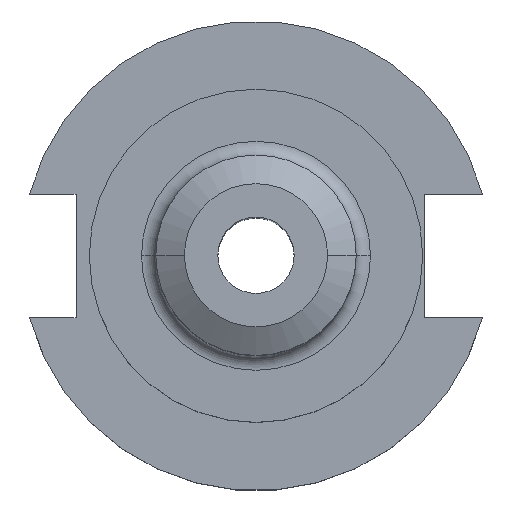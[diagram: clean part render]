
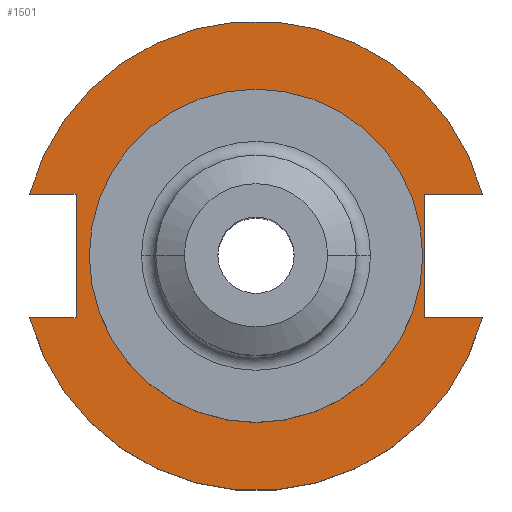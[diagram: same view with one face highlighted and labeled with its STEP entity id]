
A CAD part, top view. The second image highlights one B-rep face of the part: STEP entity #1501.
In plain terms, the highlighted planar face has unit normal (0, 0, 1).
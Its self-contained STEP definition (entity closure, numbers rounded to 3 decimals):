
#3 = EDGE_CURVE ( 'NONE', #1575, #862, #6, .T. ) ;
#6 = LINE ( 'NONE', #874, #506 ) ;
#34 = VERTEX_POINT ( 'NONE', #114 ) ;
#50 = CARTESIAN_POINT ( 'NONE',  ( 0., 0., 19.05 ) ) ;
#101 = DIRECTION ( 'NONE',  ( 1., 0., 0. ) ) ;
#110 = ORIENTED_EDGE ( 'NONE', *, *, #3, .F. ) ;
#114 = CARTESIAN_POINT ( 'NONE',  ( 35.306, 12.954, 19.05 ) ) ;
#128 = CARTESIAN_POINT ( 'NONE',  ( 0., 0., 19.05 ) ) ;
#133 = EDGE_CURVE ( 'NONE', #1221, #862, #1685, .T. ) ;
#162 = ORIENTED_EDGE ( 'NONE', *, *, #1195, .F. ) ;
#182 = CARTESIAN_POINT ( 'NONE',  ( 47.477, 12.954, 19.05 ) ) ;
#202 = CARTESIAN_POINT ( 'NONE',  ( -63.719, 12.954, 19.05 ) ) ;
#208 = AXIS2_PLACEMENT_3D ( 'NONE', #50, #470, #355 ) ;
#229 = CARTESIAN_POINT ( 'NONE',  ( -47.477, -12.954, 19.05 ) ) ;
#234 = DIRECTION ( 'NONE',  ( 1., 0., 0. ) ) ;
#242 = DIRECTION ( 'NONE',  ( 1., 0., 0. ) ) ;
#264 = ORIENTED_EDGE ( 'NONE', *, *, #1219, .F. ) ;
#284 = ORIENTED_EDGE ( 'NONE', *, *, #1253, .F. ) ;
#292 = CIRCLE ( 'NONE', #1338, 49.212 ) ;
#307 = ORIENTED_EDGE ( 'NONE', *, *, #1101, .F. ) ;
#331 = AXIS2_PLACEMENT_3D ( 'NONE', #1424, #1022, #101 ) ;
#344 = ORIENTED_EDGE ( 'NONE', *, *, #1282, .F. ) ;
#355 = DIRECTION ( 'NONE',  ( 1., 0., 0. ) ) ;
#356 = CARTESIAN_POINT ( 'NONE',  ( 35.306, 12.954, 19.05 ) ) ;
#396 = CARTESIAN_POINT ( 'NONE',  ( -37.719, 12.954, 19.05 ) ) ;
#426 = ORIENTED_EDGE ( 'NONE', *, *, #133, .T. ) ;
#470 = DIRECTION ( 'NONE',  ( 0., 0., 1. ) ) ;
#493 = VECTOR ( 'NONE', #522, 1000. ) ;
#506 = VECTOR ( 'NONE', #1860, 1000. ) ;
#522 = DIRECTION ( 'NONE',  ( -1., 0., 0. ) ) ;
#531 = DIRECTION ( 'NONE',  ( 0., -1., 0. ) ) ;
#534 = CARTESIAN_POINT ( 'NONE',  ( -47.477, 12.954, 19.05 ) ) ;
#542 = CIRCLE ( 'NONE', #1192, 34.925 ) ;
#548 = CARTESIAN_POINT ( 'NONE',  ( -34.925, 0., 19.05 ) ) ;
#574 = FACE_BOUND ( 'NONE', #839, .T. ) ;
#631 = VECTOR ( 'NONE', #883, 1000. ) ;
#660 = LINE ( 'NONE', #356, #1028 ) ;
#685 = VERTEX_POINT ( 'NONE', #182 ) ;
#692 = DIRECTION ( 'NONE',  ( 0., 0., 1. ) ) ;
#699 = EDGE_LOOP ( 'NONE', ( #426, #110, #1818, #1775, #1023, #162, #284, #264 ) ) ;
#740 = VECTOR ( 'NONE', #1681, 1000. ) ;
#745 = VERTEX_POINT ( 'NONE', #1248 ) ;
#784 = EDGE_CURVE ( 'NONE', #34, #1575, #660, .T. ) ;
#809 = EDGE_CURVE ( 'NONE', #685, #1816, #292, .T. ) ;
#839 = EDGE_LOOP ( 'NONE', ( #307, #344 ) ) ;
#852 = CARTESIAN_POINT ( 'NONE',  ( -37.719, 12.954, 19.05 ) ) ;
#862 = VERTEX_POINT ( 'NONE', #1148 ) ;
#872 = CARTESIAN_POINT ( 'NONE',  ( 35.306, 12.954, 19.05 ) ) ;
#874 = CARTESIAN_POINT ( 'NONE',  ( 35.306, -12.954, 19.05 ) ) ;
#883 = DIRECTION ( 'NONE',  ( -1., 0., 0. ) ) ;
#938 = LINE ( 'NONE', #1136, #1138 ) ;
#956 = EDGE_CURVE ( 'NONE', #685, #34, #1753, .T. ) ;
#969 = LINE ( 'NONE', #202, #493 ) ;
#1003 = CARTESIAN_POINT ( 'NONE',  ( 0., 0., 19.05 ) ) ;
#1005 = DIRECTION ( 'NONE',  ( 1., 0., 0. ) ) ;
#1022 = DIRECTION ( 'NONE',  ( 0., 0., 1. ) ) ;
#1023 = ORIENTED_EDGE ( 'NONE', *, *, #809, .T. ) ;
#1028 = VECTOR ( 'NONE', #531, 1000. ) ;
#1054 = DIRECTION ( 'NONE',  ( 0., 0., 1. ) ) ;
#1101 = EDGE_CURVE ( 'NONE', #1398, #1824, #1913, .T. ) ;
#1136 = CARTESIAN_POINT ( 'NONE',  ( -63.719, -12.954, 19.05 ) ) ;
#1138 = VECTOR ( 'NONE', #234, 1000. ) ;
#1148 = CARTESIAN_POINT ( 'NONE',  ( 47.477, -12.954, 19.05 ) ) ;
#1179 = AXIS2_PLACEMENT_3D ( 'NONE', #128, #1054, #1766 ) ;
#1192 = AXIS2_PLACEMENT_3D ( 'NONE', #1003, #1834, #242 ) ;
#1195 = EDGE_CURVE ( 'NONE', #1858, #1816, #969, .T. ) ;
#1219 = EDGE_CURVE ( 'NONE', #1221, #745, #938, .T. ) ;
#1221 = VERTEX_POINT ( 'NONE', #229 ) ;
#1248 = CARTESIAN_POINT ( 'NONE',  ( -37.719, -12.954, 19.05 ) ) ;
#1253 = EDGE_CURVE ( 'NONE', #745, #1858, #1846, .T. ) ;
#1282 = EDGE_CURVE ( 'NONE', #1824, #1398, #542, .T. ) ;
#1338 = AXIS2_PLACEMENT_3D ( 'NONE', #1563, #692, #1005 ) ;
#1398 = VERTEX_POINT ( 'NONE', #1705 ) ;
#1424 = CARTESIAN_POINT ( 'NONE',  ( 0., 49.212, 19.05 ) ) ;
#1434 = PLANE ( 'NONE',  #331 ) ;
#1501 = ADVANCED_FACE ( 'NONE', ( #574, #1726 ), #1434, .T. ) ;
#1563 = CARTESIAN_POINT ( 'NONE',  ( 0., 0., 19.05 ) ) ;
#1575 = VERTEX_POINT ( 'NONE', #1754 ) ;
#1681 = DIRECTION ( 'NONE',  ( 0., 1., 0. ) ) ;
#1685 = CIRCLE ( 'NONE', #1179, 49.212 ) ;
#1705 = CARTESIAN_POINT ( 'NONE',  ( 34.925, 0., 19.05 ) ) ;
#1726 = FACE_OUTER_BOUND ( 'NONE', #699, .T. ) ;
#1753 = LINE ( 'NONE', #872, #631 ) ;
#1754 = CARTESIAN_POINT ( 'NONE',  ( 35.306, -12.954, 19.05 ) ) ;
#1766 = DIRECTION ( 'NONE',  ( 1., 0., 0. ) ) ;
#1775 = ORIENTED_EDGE ( 'NONE', *, *, #956, .F. ) ;
#1816 = VERTEX_POINT ( 'NONE', #534 ) ;
#1818 = ORIENTED_EDGE ( 'NONE', *, *, #784, .F. ) ;
#1824 = VERTEX_POINT ( 'NONE', #548 ) ;
#1834 = DIRECTION ( 'NONE',  ( 0., 0., 1. ) ) ;
#1846 = LINE ( 'NONE', #396, #740 ) ;
#1858 = VERTEX_POINT ( 'NONE', #852 ) ;
#1860 = DIRECTION ( 'NONE',  ( 1., 0., 0. ) ) ;
#1913 = CIRCLE ( 'NONE', #208, 34.925 ) ;
